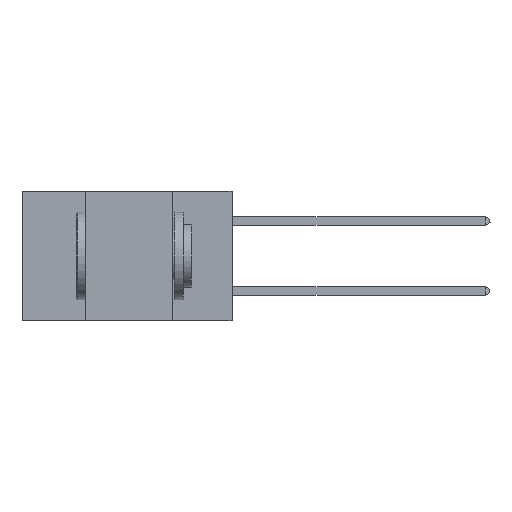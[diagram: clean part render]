
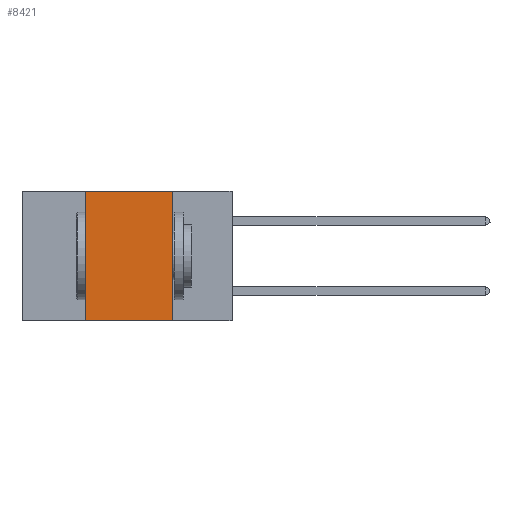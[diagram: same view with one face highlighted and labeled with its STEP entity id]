
A CAD part, left-side view. The second image highlights one B-rep face of the part: STEP entity #8421.
In plain terms, the highlighted planar face has unit normal (-1, 0, 0).
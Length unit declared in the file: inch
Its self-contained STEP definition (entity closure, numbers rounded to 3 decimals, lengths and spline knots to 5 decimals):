
#84 = DIRECTION ( 'NONE',  ( 0., 0., -1. ) ) ;
#627 = CARTESIAN_POINT ( 'NONE',  ( 0., 0.42, 0. ) ) ;
#875 = CARTESIAN_POINT ( 'NONE',  ( 0., 0.6, 0. ) ) ;
#1335 = CARTESIAN_POINT ( 'NONE',  ( 0., 0.6, -0.37 ) ) ;
#1478 = ORIENTED_EDGE ( 'NONE', *, *, #2436, .T. ) ;
#1552 = AXIS2_PLACEMENT_3D ( 'NONE', #875, #6855, #84 ) ;
#1880 = CARTESIAN_POINT ( 'NONE',  ( 0., 0.17, -0.37 ) ) ;
#2436 = EDGE_CURVE ( 'NONE', #3296, #7235, #8367, .T. ) ;
#2439 = EDGE_CURVE ( 'NONE', #3296, #9241, #4490, .T. ) ;
#2984 = VECTOR ( 'NONE', #5293, 39.37008 ) ;
#3296 = VERTEX_POINT ( 'NONE', #8704 ) ;
#3739 = ORIENTED_EDGE ( 'NONE', *, *, #7554, .F. ) ;
#4265 = LINE ( 'NONE', #6600, #6040 ) ;
#4490 = LINE ( 'NONE', #627, #5788 ) ;
#4759 = ORIENTED_EDGE ( 'NONE', *, *, #2439, .F. ) ;
#5228 = EDGE_CURVE ( 'NONE', #9241, #5640, #5279, .T. ) ;
#5236 = CARTESIAN_POINT ( 'NONE',  ( 0., 0.17, 0. ) ) ;
#5279 = LINE ( 'NONE', #7497, #2984 ) ;
#5293 = DIRECTION ( 'NONE',  ( 0., -1., 0. ) ) ;
#5384 = PLANE ( 'NONE',  #1552 ) ;
#5640 = VERTEX_POINT ( 'NONE', #5236 ) ;
#5788 = VECTOR ( 'NONE', #5903, 39.37008 ) ;
#5903 = DIRECTION ( 'NONE',  ( 0., 0., 1. ) ) ;
#6040 = VECTOR ( 'NONE', #8185, 39.37008 ) ;
#6600 = CARTESIAN_POINT ( 'NONE',  ( 0., 0.17, 0. ) ) ;
#6623 = EDGE_LOOP ( 'NONE', ( #3739, #7060, #4759, #1478 ) ) ;
#6855 = DIRECTION ( 'NONE',  ( 1., 0., 0. ) ) ;
#7060 = ORIENTED_EDGE ( 'NONE', *, *, #5228, .F. ) ;
#7235 = VERTEX_POINT ( 'NONE', #1880 ) ;
#7491 = CARTESIAN_POINT ( 'NONE',  ( 0., 0.42, 0. ) ) ;
#7497 = CARTESIAN_POINT ( 'NONE',  ( 0., 0.6, 0. ) ) ;
#7554 = EDGE_CURVE ( 'NONE', #5640, #7235, #4265, .T. ) ;
#7729 = FACE_OUTER_BOUND ( 'NONE', #6623, .T. ) ;
#8185 = DIRECTION ( 'NONE',  ( 0., 0., -1. ) ) ;
#8367 = LINE ( 'NONE', #1335, #9293 ) ;
#8421 = ADVANCED_FACE ( 'NONE', ( #7729 ), #5384, .F. ) ;
#8704 = CARTESIAN_POINT ( 'NONE',  ( 0., 0.42, -0.37 ) ) ;
#8904 = DIRECTION ( 'NONE',  ( 0., -1., 0. ) ) ;
#9241 = VERTEX_POINT ( 'NONE', #7491 ) ;
#9293 = VECTOR ( 'NONE', #8904, 39.37008 ) ;
